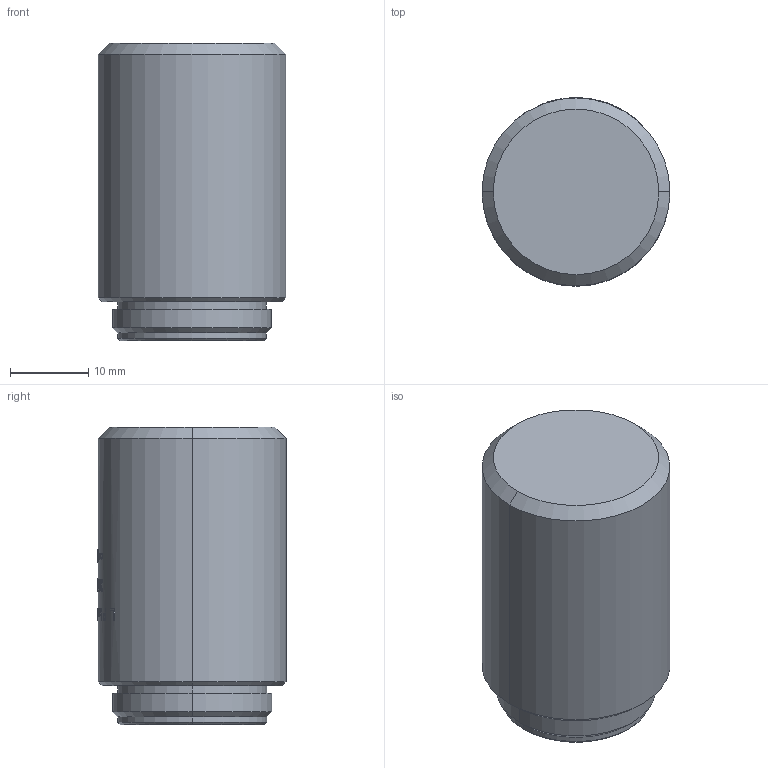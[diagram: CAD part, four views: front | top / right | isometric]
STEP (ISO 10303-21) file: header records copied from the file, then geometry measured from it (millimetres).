
FILE_DESCRIPTION (( 'STEP AP203' ), '1' );
FILE_NAME ('690114.STEP', '2025-07-14T08:19:01', ( '' ), ( '' ), 'SwSTEP 2.0', 'SolidWorks 2020', '' );
FILE_SCHEMA (( 'CONFIG_CONTROL_DESIGN' ));
Length unit declared in the file: millimetre
Products named in the file (1): 690114
Bounding box: 24 x 24.05 x 38 mm (x, y, z)
Volume: 16368.9 mm3; surface area: 3669 mm2
Topology: 1 solids, 1 shells, 310 faces, 790 edges, 524 vertices
Faces by surface type: plane 142, bspline 113, cylinder 47, cone 8
Entity records: 24033 total; most frequent: CARTESIAN_POINT 17336, ORIENTED_EDGE 1580, DIRECTION 988, EDGE_CURVE 790, VERTEX_POINT 524, AXIS2_PLACEMENT_3D 368, B_SPLINE_CURVE_WITH_KNOTS 368, EDGE_LOOP 352
